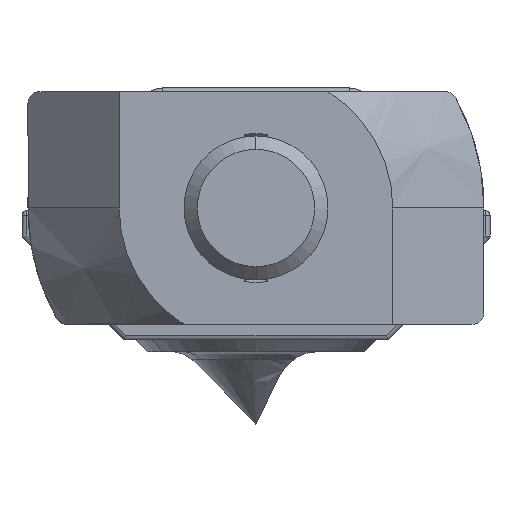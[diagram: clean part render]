
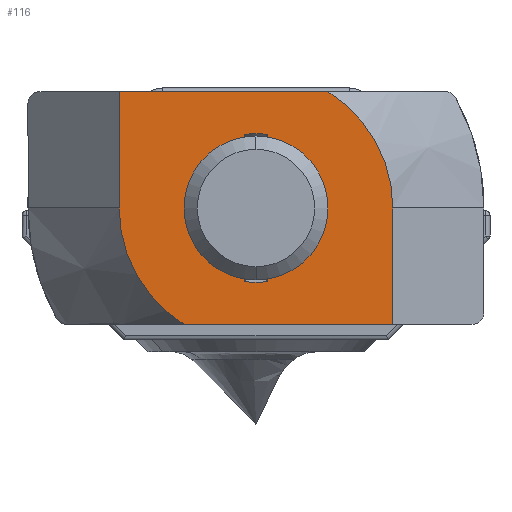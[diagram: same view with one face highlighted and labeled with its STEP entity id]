
A CAD part, front view. The second image highlights one B-rep face of the part: STEP entity #116.
In plain terms, the highlighted face is planar.
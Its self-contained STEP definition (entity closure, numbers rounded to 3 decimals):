
#101 = EDGE_CURVE ( 'NONE', #271, #1268, #1507, .T. ) ;
#104 = EDGE_LOOP ( 'NONE', ( #110, #118, #119, #122, #114, #144 ) ) ;
#107 = ORIENTED_EDGE ( 'NONE', *, *, #646, .F. ) ;
#110 = ORIENTED_EDGE ( 'NONE', *, *, #1248, .F. ) ;
#112 = VERTEX_POINT ( 'NONE', #1473 ) ;
#114 = ORIENTED_EDGE ( 'NONE', *, *, #117, .T. ) ;
#116 = ADVANCED_FACE ( 'NONE', ( #1526, #1509 ), #1508, .F. ) ;
#117 = EDGE_CURVE ( 'NONE', #112, #133, #1496, .T. ) ;
#118 = ORIENTED_EDGE ( 'NONE', *, *, #1320, .F. ) ;
#119 = ORIENTED_EDGE ( 'NONE', *, *, #101, .F. ) ;
#120 = EDGE_CURVE ( 'NONE', #112, #271, #1553, .T. ) ;
#122 = ORIENTED_EDGE ( 'NONE', *, *, #120, .F. ) ;
#123 = ORIENTED_EDGE ( 'NONE', *, *, #1327, .F. ) ;
#125 = ORIENTED_EDGE ( 'NONE', *, *, #1263, .F. ) ;
#127 = ORIENTED_EDGE ( 'NONE', *, *, #629, .F. ) ;
#128 = ORIENTED_EDGE ( 'NONE', *, *, #1240, .F. ) ;
#130 = ORIENTED_EDGE ( 'NONE', *, *, #1194, .F. ) ;
#131 = ORIENTED_EDGE ( 'NONE', *, *, #1261, .F. ) ;
#132 = ORIENTED_EDGE ( 'NONE', *, *, #1214, .F. ) ;
#133 = VERTEX_POINT ( 'NONE', #1550 ) ;
#134 = EDGE_LOOP ( 'NONE', ( #127, #130, #128, #131, #107, #123, #6502, #132, #6596, #125 ) ) ;
#143 = EDGE_CURVE ( 'NONE', #133, #1231, #1533, .T. ) ;
#144 = ORIENTED_EDGE ( 'NONE', *, *, #143, .T. ) ;
#271 = VERTEX_POINT ( 'NONE', #1742 ) ;
#629 = EDGE_CURVE ( 'NONE', #632, #635, #2503, .T. ) ;
#632 = VERTEX_POINT ( 'NONE', #2516 ) ;
#634 = VERTEX_POINT ( 'NONE', #2511 ) ;
#635 = VERTEX_POINT ( 'NONE', #2496 ) ;
#646 = EDGE_CURVE ( 'NONE', #648, #634, #2527, .T. ) ;
#648 = VERTEX_POINT ( 'NONE', #2507 ) ;
#1161 = VERTEX_POINT ( 'NONE', #3478 ) ;
#1181 = VERTEX_POINT ( 'NONE', #3535 ) ;
#1194 = EDGE_CURVE ( 'NONE', #1200, #632, #3554, .T. ) ;
#1195 = VERTEX_POINT ( 'NONE', #3552 ) ;
#1196 = VERTEX_POINT ( 'NONE', #3599 ) ;
#1200 = VERTEX_POINT ( 'NONE', #3555 ) ;
#1202 = VERTEX_POINT ( 'NONE', #3560 ) ;
#1211 = EDGE_CURVE ( 'NONE', #1161, #1181, #3594, .T. ) ;
#1213 = VERTEX_POINT ( 'NONE', #3587 ) ;
#1214 = EDGE_CURVE ( 'NONE', #1181, #1213, #3618, .T. ) ;
#1223 = EDGE_CURVE ( 'NONE', #1213, #1202, #3655, .T. ) ;
#1231 = VERTEX_POINT ( 'NONE', #3642 ) ;
#1240 = EDGE_CURVE ( 'NONE', #1196, #1200, #3641, .T. ) ;
#1248 = EDGE_CURVE ( 'NONE', #1195, #1231, #3666, .T. ) ;
#1261 = EDGE_CURVE ( 'NONE', #634, #1196, #3662, .T. ) ;
#1263 = EDGE_CURVE ( 'NONE', #635, #1161, #3698, .T. ) ;
#1268 = VERTEX_POINT ( 'NONE', #3743 ) ;
#1320 = EDGE_CURVE ( 'NONE', #1268, #1195, #3774, .T. ) ;
#1327 = EDGE_CURVE ( 'NONE', #1202, #648, #3744, .T. ) ;
#1473 = CARTESIAN_POINT ( 'NONE',  ( -2.995, 4.85, 0. ) ) ;
#1496 = LINE ( 'NONE', #1556, #1555 ) ;
#1504 = DIRECTION ( 'NONE',  ( 0., -1., 0. ) ) ;
#1505 = VECTOR ( 'NONE', #1504, 1000. ) ;
#1506 = CARTESIAN_POINT ( 'NONE',  ( -5.7, 0., 0. ) ) ;
#1507 = LINE ( 'NONE', #1506, #1505 ) ;
#1508 = PLANE ( 'NONE',  #1511 ) ;
#1509 = FACE_BOUND ( 'NONE', #134, .T. ) ;
#1511 = AXIS2_PLACEMENT_3D ( 'NONE', #1560, #1559, #1558 ) ;
#1526 = FACE_OUTER_BOUND ( 'NONE', #104, .T. ) ;
#1531 = DIRECTION ( 'NONE',  ( 0., -1., 0. ) ) ;
#1532 = VECTOR ( 'NONE', #1531, 1000. ) ;
#1533 = LINE ( 'NONE', #1541, #1532 ) ;
#1541 = CARTESIAN_POINT ( 'NONE',  ( 5.7, 0., 0. ) ) ;
#1546 = DIRECTION ( 'NONE',  ( 0., -1., 0. ) ) ;
#1547 = DIRECTION ( 'NONE',  ( 0., 0., 1. ) ) ;
#1548 = CARTESIAN_POINT ( 'NONE',  ( 0., 0., 0. ) ) ;
#1549 = AXIS2_PLACEMENT_3D ( 'NONE', #1548, #1547, #1546 ) ;
#1550 = CARTESIAN_POINT ( 'NONE',  ( 5.7, 4.85, 0. ) ) ;
#1553 = CIRCLE ( 'NONE', #1549, 5.7 ) ;
#1554 = DIRECTION ( 'NONE',  ( 1., 0., 0. ) ) ;
#1555 = VECTOR ( 'NONE', #1554, 1000. ) ;
#1556 = CARTESIAN_POINT ( 'NONE',  ( -8.169, 4.85, 0. ) ) ;
#1558 = DIRECTION ( 'NONE',  ( 1., 0., 0. ) ) ;
#1559 = DIRECTION ( 'NONE',  ( 0., 0., 1. ) ) ;
#1560 = CARTESIAN_POINT ( 'NONE',  ( 0., 0., 0. ) ) ;
#1742 = CARTESIAN_POINT ( 'NONE',  ( -5.7, 0., 0. ) ) ;
#2467 = CARTESIAN_POINT ( 'NONE',  ( 0., 0., 0. ) ) ;
#2496 = CARTESIAN_POINT ( 'NONE',  ( -2.5, 0., 0. ) ) ;
#2497 = DIRECTION ( 'NONE',  ( 1., 0., 0. ) ) ;
#2498 = DIRECTION ( 'NONE',  ( 0., 0., -1. ) ) ;
#2503 = CIRCLE ( 'NONE', #2515, 2.5 ) ;
#2507 = CARTESIAN_POINT ( 'NONE',  ( 2.5, 0., 0. ) ) ;
#2511 = CARTESIAN_POINT ( 'NONE',  ( 0.5, -2.449, 0. ) ) ;
#2515 = AXIS2_PLACEMENT_3D ( 'NONE', #2467, #2498, #2497 ) ;
#2516 = CARTESIAN_POINT ( 'NONE',  ( -0.5, -2.449, 0. ) ) ;
#2527 = CIRCLE ( 'NONE', #2536, 2.5 ) ;
#2533 = CARTESIAN_POINT ( 'NONE',  ( 0., 0., 0. ) ) ;
#2536 = AXIS2_PLACEMENT_3D ( 'NONE', #2533, #2569, #2568 ) ;
#2568 = DIRECTION ( 'NONE',  ( 1., 0., 0. ) ) ;
#2569 = DIRECTION ( 'NONE',  ( 0., 0., -1. ) ) ;
#3478 = CARTESIAN_POINT ( 'NONE',  ( -0.5, 2.449, 0. ) ) ;
#3535 = CARTESIAN_POINT ( 'NONE',  ( -0.5, 3.059, 0. ) ) ;
#3552 = CARTESIAN_POINT ( 'NONE',  ( 2.995, -4.85, 0. ) ) ;
#3553 = CARTESIAN_POINT ( 'NONE',  ( -0.5, 0., 0. ) ) ;
#3554 = LINE ( 'NONE', #3553, #3598 ) ;
#3555 = CARTESIAN_POINT ( 'NONE',  ( -0.5, -3.059, 0. ) ) ;
#3560 = CARTESIAN_POINT ( 'NONE',  ( 0.5, 2.449, 0. ) ) ;
#3587 = CARTESIAN_POINT ( 'NONE',  ( 0.5, 3.059, 0. ) ) ;
#3593 = CARTESIAN_POINT ( 'NONE',  ( -0.5, 0., 0. ) ) ;
#3594 = LINE ( 'NONE', #3593, #3617 ) ;
#3595 = AXIS2_PLACEMENT_3D ( 'NONE', #3611, #3610, #3609 ) ;
#3597 = DIRECTION ( 'NONE',  ( 0., 1., 0. ) ) ;
#3598 = VECTOR ( 'NONE', #3597, 1000. ) ;
#3599 = CARTESIAN_POINT ( 'NONE',  ( 0.5, -3.059, 0. ) ) ;
#3609 = DIRECTION ( 'NONE',  ( -1., 0., 0. ) ) ;
#3610 = DIRECTION ( 'NONE',  ( 0., 0., -1. ) ) ;
#3611 = CARTESIAN_POINT ( 'NONE',  ( 0., 0., 0. ) ) ;
#3616 = DIRECTION ( 'NONE',  ( 0., 1., 0. ) ) ;
#3617 = VECTOR ( 'NONE', #3616, 1000. ) ;
#3618 = CIRCLE ( 'NONE', #3595, 3.1 ) ;
#3624 = AXIS2_PLACEMENT_3D ( 'NONE', #3632, #3680, #3675 ) ;
#3632 = CARTESIAN_POINT ( 'NONE',  ( 0., 0., 0. ) ) ;
#3641 = CIRCLE ( 'NONE', #3624, 3.1 ) ;
#3642 = CARTESIAN_POINT ( 'NONE',  ( 5.7, 0., 0. ) ) ;
#3652 = DIRECTION ( 'NONE',  ( 0., -1., 0. ) ) ;
#3653 = VECTOR ( 'NONE', #3652, 1000. ) ;
#3654 = CARTESIAN_POINT ( 'NONE',  ( 0.5, 0., 0. ) ) ;
#3655 = LINE ( 'NONE', #3654, #3653 ) ;
#3662 = LINE ( 'NONE', #3701, #3700 ) ;
#3663 = DIRECTION ( 'NONE',  ( 0., -1., 0. ) ) ;
#3664 = DIRECTION ( 'NONE',  ( 0., 0., 1. ) ) ;
#3665 = AXIS2_PLACEMENT_3D ( 'NONE', #3673, #3664, #3663 ) ;
#3666 = CIRCLE ( 'NONE', #3665, 5.7 ) ;
#3673 = CARTESIAN_POINT ( 'NONE',  ( 0., 0., 0. ) ) ;
#3675 = DIRECTION ( 'NONE',  ( -1., 0., 0. ) ) ;
#3680 = DIRECTION ( 'NONE',  ( 0., 0., -1. ) ) ;
#3687 = DIRECTION ( 'NONE',  ( 1., 0., 0. ) ) ;
#3688 = DIRECTION ( 'NONE',  ( 0., 0., -1. ) ) ;
#3695 = CARTESIAN_POINT ( 'NONE',  ( 0., 0., 0. ) ) ;
#3698 = CIRCLE ( 'NONE', #3706, 2.5 ) ;
#3699 = DIRECTION ( 'NONE',  ( 0., -1., 0. ) ) ;
#3700 = VECTOR ( 'NONE', #3699, 1000. ) ;
#3701 = CARTESIAN_POINT ( 'NONE',  ( 0.5, 0., 0. ) ) ;
#3706 = AXIS2_PLACEMENT_3D ( 'NONE', #3695, #3688, #3687 ) ;
#3743 = CARTESIAN_POINT ( 'NONE',  ( -5.7, -4.85, 0. ) ) ;
#3744 = CIRCLE ( 'NONE', #3752, 2.5 ) ;
#3752 = AXIS2_PLACEMENT_3D ( 'NONE', #3762, #3772, #3808 ) ;
#3759 = DIRECTION ( 'NONE',  ( 1., 0., 0. ) ) ;
#3760 = VECTOR ( 'NONE', #3759, 1000. ) ;
#3762 = CARTESIAN_POINT ( 'NONE',  ( 0., 0., 0. ) ) ;
#3772 = DIRECTION ( 'NONE',  ( 0., 0., -1. ) ) ;
#3773 = CARTESIAN_POINT ( 'NONE',  ( 0., -4.85, 0. ) ) ;
#3774 = LINE ( 'NONE', #3773, #3760 ) ;
#3808 = DIRECTION ( 'NONE',  ( 1., 0., 0. ) ) ;
#6502 = ORIENTED_EDGE ( 'NONE', *, *, #1223, .F. ) ;
#6596 = ORIENTED_EDGE ( 'NONE', *, *, #1211, .F. ) ;
